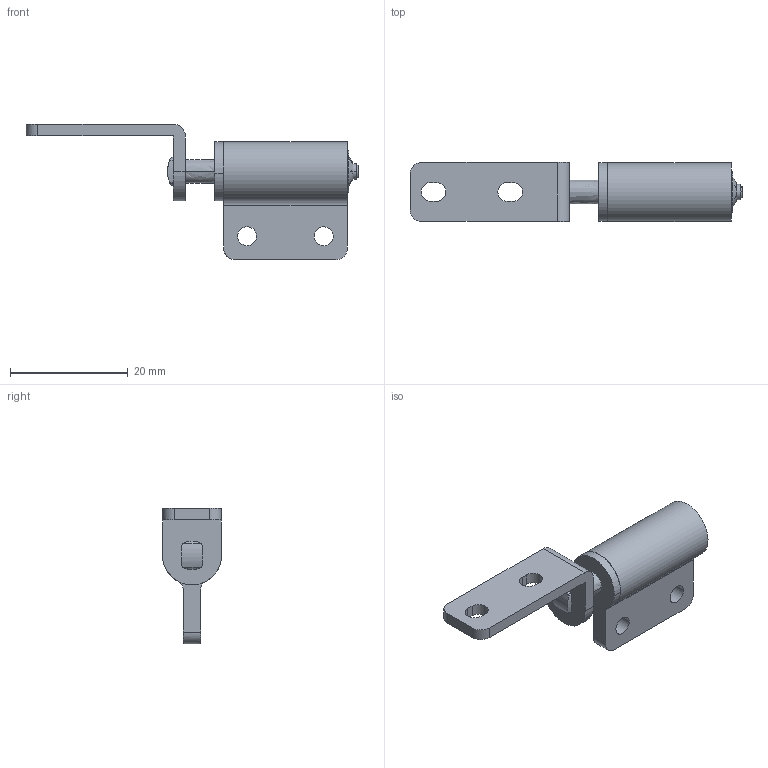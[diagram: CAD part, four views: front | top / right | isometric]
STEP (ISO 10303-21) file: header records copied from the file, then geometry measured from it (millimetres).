
FILE_DESCRIPTION((''),'2;1');
FILE_NAME('','2005-04-20T09:09:34',(''),(''),'','CADfix','');
FILE_SCHEMA(('AUTOMOTIVE_DESIGN'));
Length unit declared in the file: millimetre
Products named in the file (5): shaft; retainer; case; bracket; TH_134_3A_4069_36
Assembly tree (4 placements, depth 2):
  TH_134_3A_4069_36
    shaft
    retainer
    case
    bracket
Bounding box: 56.3 x 10 x 23 mm (x, y, z)
Volume: 2800.5 mm3; surface area: 3235.5 mm2
Topology: 4 solids, 4 shells, 119 faces, 339 edges, 232 vertices
Faces by surface type: bspline 119
Entity records: 4133 total; most frequent: CARTESIAN_POINT 2115, ORIENTED_EDGE 678, EDGE_CURVE 339, VERTEX_POINT 232, QUASI_UNIFORM_CURVE 177, EDGE_LOOP 137, FACE_OUTER_BOUND 119, ADVANCED_FACE 119
